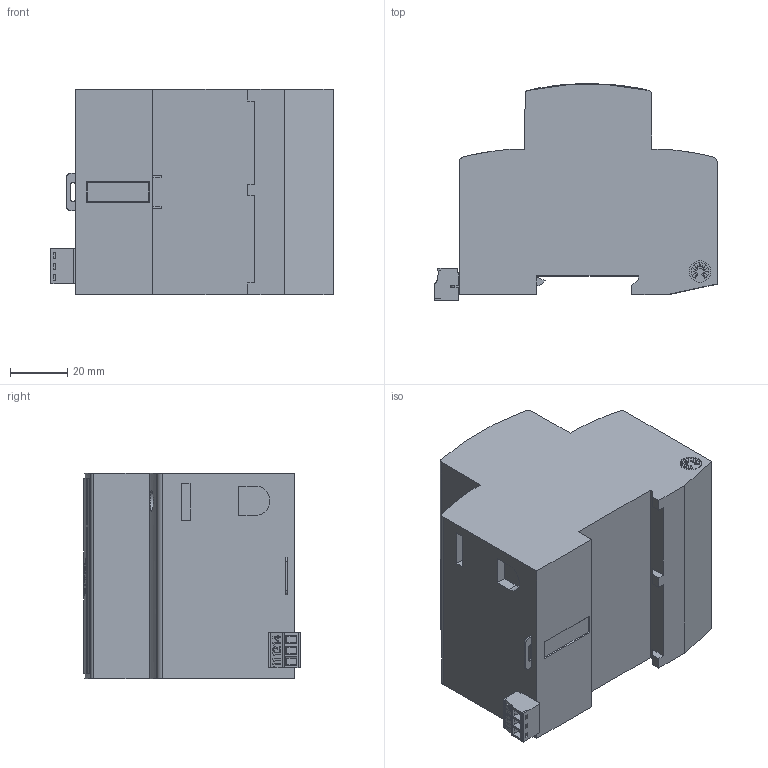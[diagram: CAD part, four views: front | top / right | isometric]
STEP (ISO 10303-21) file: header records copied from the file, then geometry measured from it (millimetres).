
FILE_DESCRIPTION (( 'STEP AP214' ), '1' );
FILE_NAME ('3D from F-DWG-00604.STEP', '2023-02-13T08:45:53', ( '' ), ( '' ), 'SwSTEP 2.0', 'SolidWorks 2022', '' );
FILE_SCHEMA (( 'AUTOMOTIVE_DESIGN' ));
Length unit declared in the file: millimetre
Products named in the file (1): 3D from F-DWG-00604
Bounding box: 98.52 x 75.49 x 71.6 mm (x, y, z)
Volume: 370701.7 mm3; surface area: 37381.7 mm2
Topology: 1 solids, 1 shells, 1682 faces, 4637 edges, 3065 vertices
Faces by surface type: plane 801, bspline 634, cylinder 189, cone 30, torus 18, sphere 10
Entity records: 82748 total; most frequent: CARTESIAN_POINT 26617, ORIENTED_EDGE 9254, DIRECTION 5645, EDGE_CURVE 4627, VERTEX_POINT 3065, VECTOR 2407, LINE 2407, EDGE_LOOP 1818
